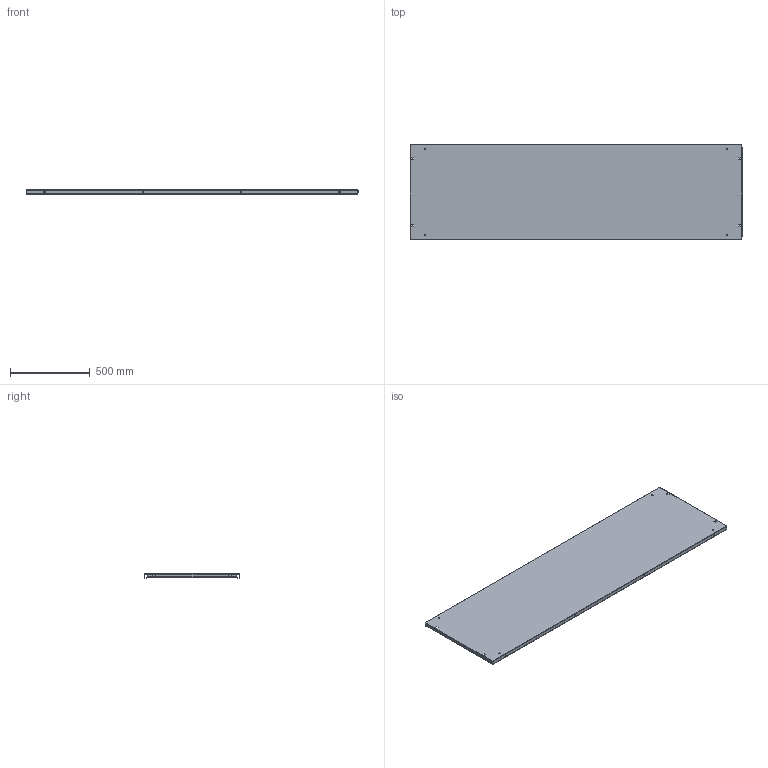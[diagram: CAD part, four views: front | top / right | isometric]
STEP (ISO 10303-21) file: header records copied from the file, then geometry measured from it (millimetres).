
FILE_DESCRIPTION (( 'STEP AP203' ), '1' );
FILE_NAME ('QB07C067.step', '2011-02-17T14:52:12', ( 'User' ), ( 'DKC' ), 'SwSTEP 2.0', 'SolidWorks 2010', '' );
FILE_SCHEMA (( 'CONFIG_CONTROL_DESIGN' ));
Length unit declared in the file: millimetre
Products named in the file (1): QB07C067
Bounding box: 2085.02 x 600 x 27 mm (x, y, z)
Volume: 3584017.1 mm3; surface area: 2883015.4 mm2
Topology: 1 solids, 1 shells, 122 faces, 296 edges, 176 vertices
Faces by surface type: plane 82, cylinder 40
Entity records: 3637 total; most frequent: DIRECTION 622, CARTESIAN_POINT 595, ORIENTED_EDGE 592, EDGE_CURVE 296, LINE 216, VECTOR 216, AXIS2_PLACEMENT_3D 203, VERTEX_POINT 176
